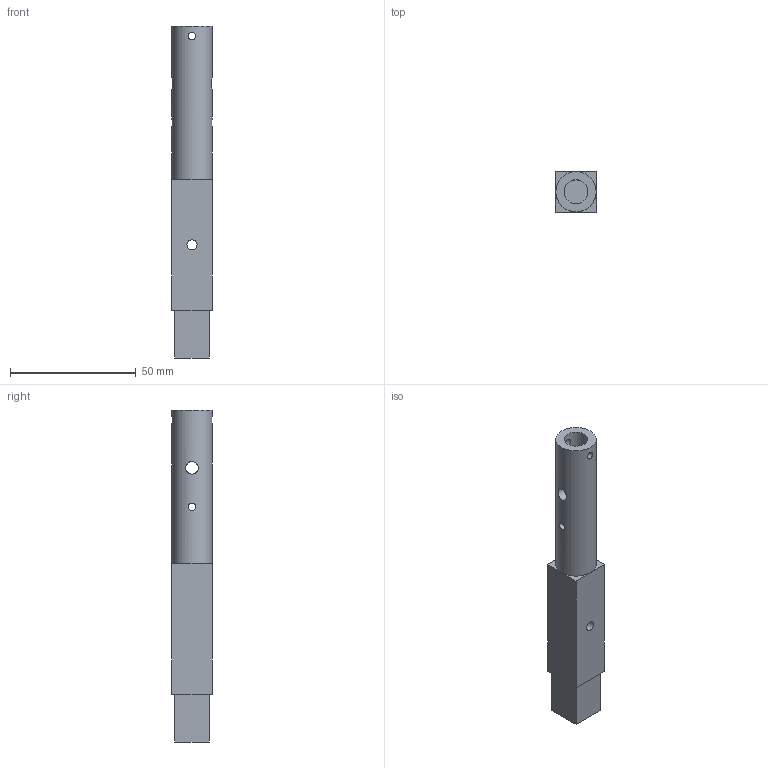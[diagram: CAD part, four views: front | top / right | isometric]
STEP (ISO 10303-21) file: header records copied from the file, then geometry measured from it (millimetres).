
FILE_DESCRIPTION(('FreeCAD Model'),'2;1');
FILE_NAME('Arbre part 4.step' ,'2016-11-16T17:44:13',('Author'),(''), 'Open CASCADE STEP processor 6.8','FreeCAD','Unknown');
FILE_SCHEMA(('AUTOMOTIVE_DESIGN_CC2 { 1 2 10303 214 -1 1 5 4 }'));
Length unit declared in the file: millimetre
Products named in the file (2): ASSEMBLY; Cut006
Assembly tree (1 placements, depth 2):
  ASSEMBLY
    Cut006
Bounding box: 16 x 16 x 132 mm (x, y, z)
Volume: 26223.9 mm3; surface area: 9370.7 mm2
Topology: 1 solids, 1 shells, 24 faces, 80 edges, 57 vertices
Faces by surface type: plane 16, cylinder 8
Full cylindrical faces by diameter (mm): 3 x3, 4 x1, 5 x2, 9.5 x1, 16 x1
Entity records: 5330 total; most frequent: CARTESIAN_POINT 3883, DIRECTION 195, ORIENTED_EDGE 160, PCURVE 160, DEFINITIONAL_REPRESENTATION 160, LINE 118, VECTOR 118, B_SPLINE_CURVE_WITH_KNOTS 104
